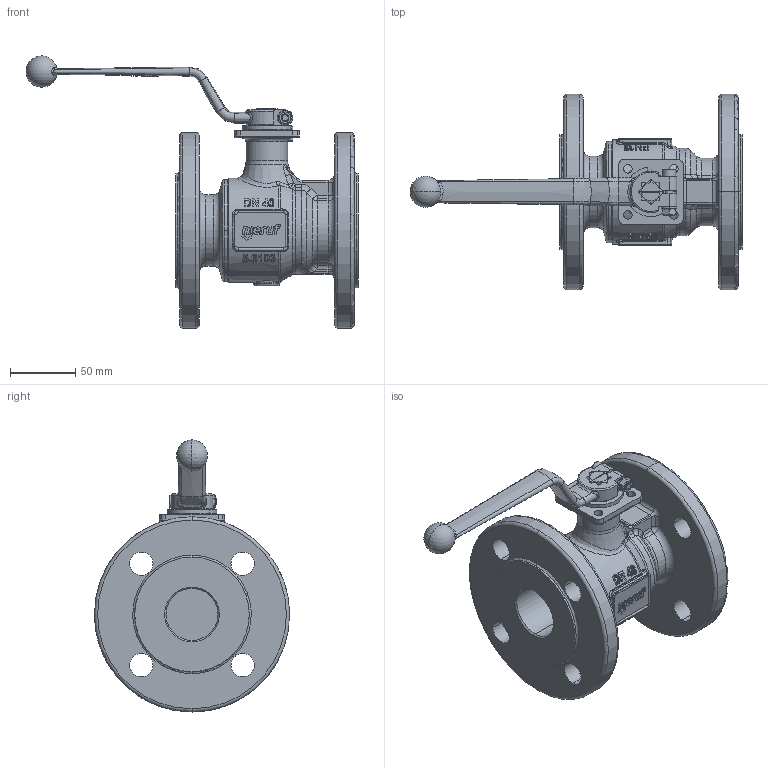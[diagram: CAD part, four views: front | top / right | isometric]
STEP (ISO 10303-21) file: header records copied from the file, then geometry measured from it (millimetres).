
FILE_DESCRIPTION(('HOOPS Exchange Step'),'2;1');
FILE_NAME('FK0100_DN40_PN16.stp','2025-07-17T15:26:36+02:00',('nieru'),('Unknown organisation'),'HOOPS Exchange 2024.2','HOOPS Exchange','Unknown authorisation');
FILE_SCHEMA( ('AP203_CONFIGURATION_CONTROLLED_3D_DESIGN_OF_MECHANICAL_PARTS_AND_ASSEMBLIES_MIM_LF') );
Length unit declared in the file: millimetre
Products named in the file (2): 0; root
Assembly tree (1 placements, depth 2):
  root
    0
Bounding box: 255 x 150 x 209 mm (x, y, z)
Volume: 919523.6 mm3; surface area: 142287.4 mm2
Topology: 1 solids, 1 shells, 971 faces, 2598 edges, 1658 vertices
Faces by surface type: plane 315, bspline 284, cylinder 219, torus 86, cone 51, sphere 16
Full cylindrical faces by diameter (mm): 55 x1, 150 x1
Entity records: 44551 total; most frequent: CARTESIAN_POINT 22880, ORIENTED_EDGE 5188, DIRECTION 3451, EDGE_CURVE 2594, VERTEX_POINT 1662, AXIS2_PLACEMENT_3D 1249, EDGE_LOOP 1054, FACE_BOUND 1054
